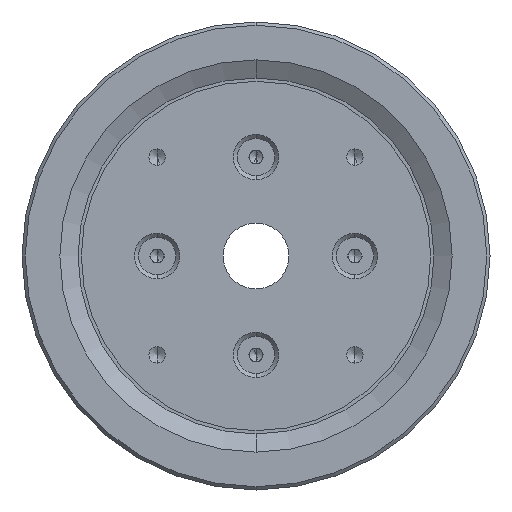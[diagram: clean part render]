
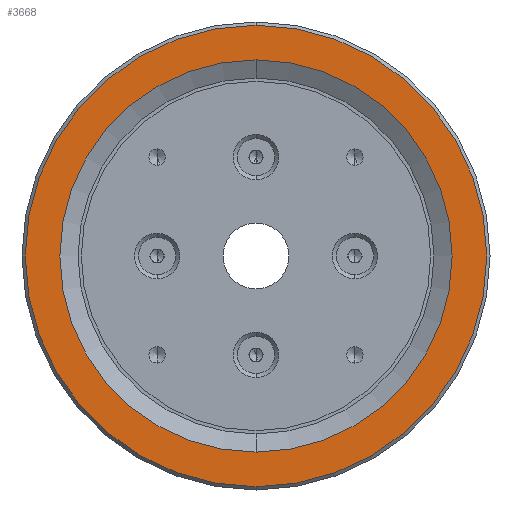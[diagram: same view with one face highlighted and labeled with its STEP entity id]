
A CAD part, front view. The second image highlights one B-rep face of the part: STEP entity #3668.
In plain terms, the highlighted planar face has unit normal (0, -1, 0).
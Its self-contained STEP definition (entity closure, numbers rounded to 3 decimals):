
#383 = CARTESIAN_POINT ( 'NONE',  ( 0., -29., 0. ) ) ;
#384 = PLANE ( 'NONE',  #6063 ) ;
#385 = DIRECTION ( 'NONE',  ( 0., 1., 0. ) ) ;
#386 = DIRECTION ( 'NONE',  ( 0., 0., 1. ) ) ;
#874 = CARTESIAN_POINT ( 'NONE',  ( 0., -29., 0. ) ) ;
#883 = CARTESIAN_POINT ( 'NONE',  ( 0., -29., 0. ) ) ;
#886 = DIRECTION ( 'NONE',  ( 0., -1., 0. ) ) ;
#887 = DIRECTION ( 'NONE',  ( 0., 0., 1. ) ) ;
#889 = DIRECTION ( 'NONE',  ( 0., -1., 0. ) ) ;
#890 = DIRECTION ( 'NONE',  ( 0., 0., -1. ) ) ;
#1825 = CARTESIAN_POINT ( 'NONE',  ( 0., -29., 0. ) ) ;
#1826 = DIRECTION ( 'NONE',  ( 0., -1., 0. ) ) ;
#1827 = DIRECTION ( 'NONE',  ( 0., 0., 1. ) ) ;
#2335 = CARTESIAN_POINT ( 'NONE',  ( 0., -29., 0. ) ) ;
#2336 = DIRECTION ( 'NONE',  ( 0., -1., 0. ) ) ;
#2337 = DIRECTION ( 'NONE',  ( 0., 0., -1. ) ) ;
#2341 = CARTESIAN_POINT ( 'NONE',  ( 0., -29., -70. ) ) ;
#2355 = CARTESIAN_POINT ( 'NONE',  ( 0., -29., 70. ) ) ;
#2833 = CIRCLE ( 'NONE', #6209, 70. ) ;
#2834 = CIRCLE ( 'NONE', #6210, 59.5 ) ;
#3250 = VERTEX_POINT ( 'NONE', #3428 ) ;
#3254 = VERTEX_POINT ( 'NONE', #6497 ) ;
#3428 = CARTESIAN_POINT ( 'NONE',  ( 0., -29., -59.5 ) ) ;
#3668 = ADVANCED_FACE ( 'NONE', ( #5522, #5527 ), #384, .F. ) ;
#3682 = EDGE_CURVE ( 'NONE', #3254, #3250, #5570, .T. ) ;
#3832 = ORIENTED_EDGE ( 'NONE', *, *, #5048, .T. ) ;
#3833 = ORIENTED_EDGE ( 'NONE', *, *, #4825, .T. ) ;
#3834 = ORIENTED_EDGE ( 'NONE', *, *, #5049, .F. ) ;
#3835 = ORIENTED_EDGE ( 'NONE', *, *, #3682, .F. ) ;
#4151 = EDGE_LOOP ( 'NONE', ( #3832, #3833 ) ) ;
#4158 = EDGE_LOOP ( 'NONE', ( #3834, #3835 ) ) ;
#4438 = VERTEX_POINT ( 'NONE', #2341 ) ;
#4439 = VERTEX_POINT ( 'NONE', #2355 ) ;
#4825 = EDGE_CURVE ( 'NONE', #4438, #4439, #5629, .T. ) ;
#5048 = EDGE_CURVE ( 'NONE', #4439, #4438, #2833, .T. ) ;
#5049 = EDGE_CURVE ( 'NONE', #3250, #3254, #2834, .T. ) ;
#5522 = FACE_OUTER_BOUND ( 'NONE', #4151, .T. ) ;
#5527 = FACE_BOUND ( 'NONE', #4158, .T. ) ;
#5570 = CIRCLE ( 'NONE', #6077, 59.5 ) ;
#5629 = CIRCLE ( 'NONE', #6097, 70. ) ;
#6063 = AXIS2_PLACEMENT_3D ( 'NONE', #383, #385, #386 ) ;
#6077 = AXIS2_PLACEMENT_3D ( 'NONE', #2335, #2336, #2337 ) ;
#6097 = AXIS2_PLACEMENT_3D ( 'NONE', #1825, #1826, #1827 ) ;
#6209 = AXIS2_PLACEMENT_3D ( 'NONE', #874, #886, #887 ) ;
#6210 = AXIS2_PLACEMENT_3D ( 'NONE', #883, #889, #890 ) ;
#6497 = CARTESIAN_POINT ( 'NONE',  ( 0., -29., 59.5 ) ) ;
